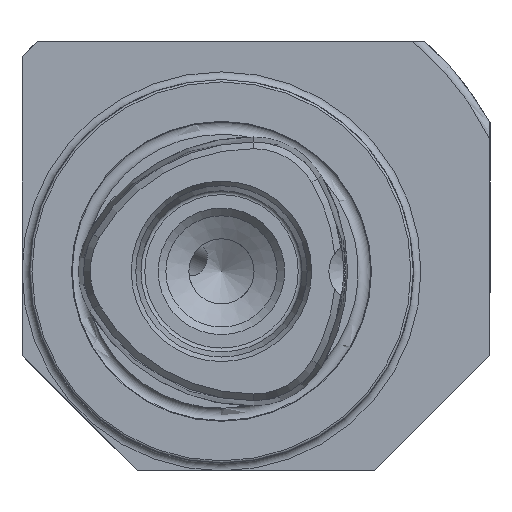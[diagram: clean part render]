
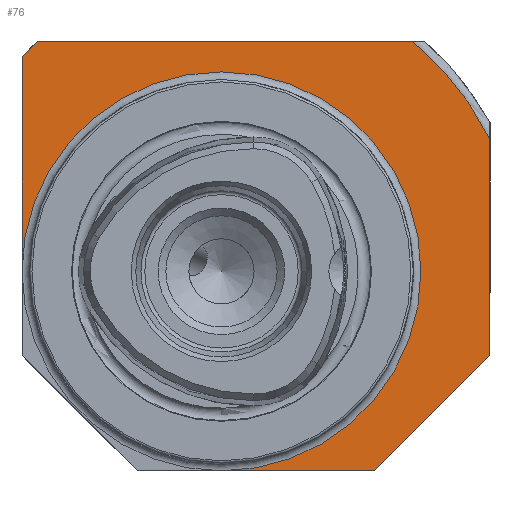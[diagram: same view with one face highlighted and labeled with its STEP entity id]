
A CAD part, left-side view. The second image highlights one B-rep face of the part: STEP entity #76.
In plain terms, the highlighted planar face has unit normal (-1, 0, 0).
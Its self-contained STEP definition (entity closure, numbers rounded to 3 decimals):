
#46 = DIRECTION ( 'NONE',  ( 0., 0., 1. ) ) ;
#57 = CARTESIAN_POINT ( 'NONE',  ( 21., 0., -26. ) ) ;
#76 = ADVANCED_FACE ( 'NONE', ( #3051 ), #3125, .F. ) ;
#204 = CARTESIAN_POINT ( 'NONE',  ( 21., -35., 17.205 ) ) ;
#244 = EDGE_CURVE ( 'NONE', #642, #1738, #2083, .T. ) ;
#327 = CARTESIAN_POINT ( 'NONE',  ( 21., -20., -26. ) ) ;
#477 = VECTOR ( 'NONE', #4798, 1000. ) ;
#495 = AXIS2_PLACEMENT_3D ( 'NONE', #1490, #3521, #2652 ) ;
#496 = LINE ( 'NONE', #1498, #2633 ) ;
#642 = VERTEX_POINT ( 'NONE', #57 ) ;
#795 = DIRECTION ( 'NONE',  ( 0., 0., -1. ) ) ;
#797 = ORIENTED_EDGE ( 'NONE', *, *, #868, .T. ) ;
#798 = CARTESIAN_POINT ( 'NONE',  ( 21., 26., 28. ) ) ;
#855 = AXIS2_PLACEMENT_3D ( 'NONE', #3294, #3242, #3631 ) ;
#868 = EDGE_CURVE ( 'NONE', #1625, #2525, #2315, .T. ) ;
#1094 = CARTESIAN_POINT ( 'NONE',  ( 21., 26., 0. ) ) ;
#1187 = ORIENTED_EDGE ( 'NONE', *, *, #4424, .T. ) ;
#1278 = ORIENTED_EDGE ( 'NONE', *, *, #2992, .T. ) ;
#1288 = ORIENTED_EDGE ( 'NONE', *, *, #3241, .T. ) ;
#1305 = EDGE_CURVE ( 'NONE', #642, #1386, #2600, .T. ) ;
#1357 = EDGE_LOOP ( 'NONE', ( #1187, #1278, #1288, #1537, #4288, #1529, #797, #2974 ) ) ;
#1375 = LINE ( 'NONE', #4309, #477 ) ;
#1386 = VERTEX_POINT ( 'NONE', #3185 ) ;
#1490 = CARTESIAN_POINT ( 'NONE',  ( 21., 26., 0. ) ) ;
#1498 = CARTESIAN_POINT ( 'NONE',  ( 21., 26., 10. ) ) ;
#1529 = ORIENTED_EDGE ( 'NONE', *, *, #2900, .T. ) ;
#1537 = ORIENTED_EDGE ( 'NONE', *, *, #244, .F. ) ;
#1625 = VERTEX_POINT ( 'NONE', #4606 ) ;
#1639 = DIRECTION ( 'NONE',  ( -1., 0., 0. ) ) ;
#1738 = VERTEX_POINT ( 'NONE', #1094 ) ;
#2001 = CARTESIAN_POINT ( 'NONE',  ( 21., 24., 30. ) ) ;
#2083 = CIRCLE ( 'NONE', #855, 26. ) ;
#2091 = LINE ( 'NONE', #2245, #3945 ) ;
#2245 = CARTESIAN_POINT ( 'NONE',  ( 21., -20., -26. ) ) ;
#2315 = LINE ( 'NONE', #3195, #4962 ) ;
#2463 = DIRECTION ( 'NONE',  ( 0., 0., 1. ) ) ;
#2525 = VERTEX_POINT ( 'NONE', #204 ) ;
#2561 = VERTEX_POINT ( 'NONE', #3366 ) ;
#2600 = LINE ( 'NONE', #327, #3655 ) ;
#2633 = VECTOR ( 'NONE', #795, 1000. ) ;
#2652 = DIRECTION ( 'NONE',  ( 0., 0., -1. ) ) ;
#2706 = DIRECTION ( 'NONE',  ( 0., -1., 0. ) ) ;
#2877 = LINE ( 'NONE', #4196, #3565 ) ;
#2900 = EDGE_CURVE ( 'NONE', #1386, #1625, #2091, .T. ) ;
#2974 = ORIENTED_EDGE ( 'NONE', *, *, #4286, .T. ) ;
#2992 = EDGE_CURVE ( 'NONE', #4229, #5007, #2877, .T. ) ;
#3002 = DIRECTION ( 'NONE',  ( 0., -0.707, 0.707 ) ) ;
#3051 = FACE_OUTER_BOUND ( 'NONE', #1357, .T. ) ;
#3125 = PLANE ( 'NONE',  #495 ) ;
#3185 = CARTESIAN_POINT ( 'NONE',  ( 21., -20., -26. ) ) ;
#3195 = CARTESIAN_POINT ( 'NONE',  ( 21., -35., 30. ) ) ;
#3241 = EDGE_CURVE ( 'NONE', #5007, #1738, #496, .T. ) ;
#3242 = DIRECTION ( 'NONE',  ( -1., 0., 0. ) ) ;
#3294 = CARTESIAN_POINT ( 'NONE',  ( 21., 0., 0. ) ) ;
#3366 = CARTESIAN_POINT ( 'NONE',  ( 21., -24.92, 30. ) ) ;
#3380 = DIRECTION ( 'NONE',  ( 0., 0.707, -0.707 ) ) ;
#3521 = DIRECTION ( 'NONE',  ( 1., 0., 0. ) ) ;
#3565 = VECTOR ( 'NONE', #3380, 1000. ) ;
#3631 = DIRECTION ( 'NONE',  ( 0., 0., 1. ) ) ;
#3655 = VECTOR ( 'NONE', #2706, 1000. ) ;
#3945 = VECTOR ( 'NONE', #3002, 1000. ) ;
#4009 = CARTESIAN_POINT ( 'NONE',  ( 21., 0., 0. ) ) ;
#4175 = CIRCLE ( 'NONE', #4291, 39. ) ;
#4196 = CARTESIAN_POINT ( 'NONE',  ( 21., 26., 28. ) ) ;
#4229 = VERTEX_POINT ( 'NONE', #2001 ) ;
#4286 = EDGE_CURVE ( 'NONE', #2525, #2561, #4175, .T. ) ;
#4288 = ORIENTED_EDGE ( 'NONE', *, *, #1305, .T. ) ;
#4291 = AXIS2_PLACEMENT_3D ( 'NONE', #4009, #1639, #2463 ) ;
#4309 = CARTESIAN_POINT ( 'NONE',  ( 21., 26., 30. ) ) ;
#4424 = EDGE_CURVE ( 'NONE', #2561, #4229, #1375, .T. ) ;
#4606 = CARTESIAN_POINT ( 'NONE',  ( 21., -35., -11. ) ) ;
#4798 = DIRECTION ( 'NONE',  ( 0., 1., 0. ) ) ;
#4962 = VECTOR ( 'NONE', #46, 1000. ) ;
#5007 = VERTEX_POINT ( 'NONE', #798 ) ;
